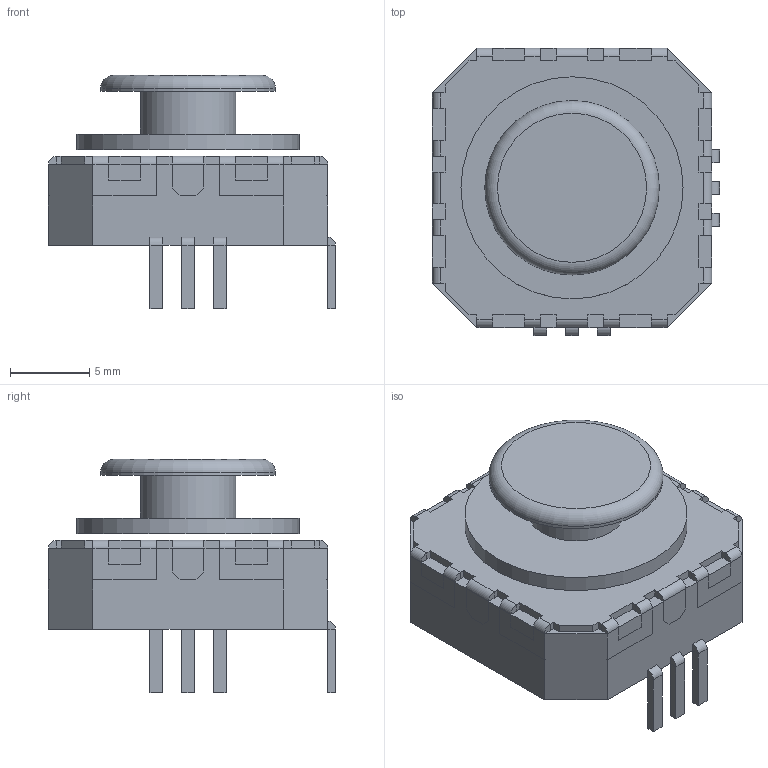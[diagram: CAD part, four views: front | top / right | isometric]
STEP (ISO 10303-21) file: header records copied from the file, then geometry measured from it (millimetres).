
FILE_DESCRIPTION(('FreeCAD Model'),'2;1');
FILE_NAME('Open CASCADE Shape Model','2024-05-31T23:13:40',(''),(''), 'Open CASCADE STEP processor 7.7','FreeCAD','Unknown');
FILE_SCHEMA(('AUTOMOTIVE_DESIGN { 1 0 10303 214 1 1 1 1 }'));
Length unit declared in the file: millimetre
Products named in the file (6): AnalogJoystick; MainBody; TopPlate; Pot1; Pin1; Nub
Assembly tree (8 placements, depth 3):
  AnalogJoystick
    MainBody
    TopPlate
    Pot1  x2
      Pin1
    Nub
Bounding box: 18.1 x 18.1 x 14.7 mm (x, y, z)
Volume: 1910.9 mm3; surface area: 2290.4 mm2
Topology: 9 solids, 9 shells, 388 faces, 956 edges, 573 vertices
Faces by surface type: plane 355, cylinder 32, torus 1
Full cylindrical faces by diameter (mm): 6 x1, 8 x1, 11 x1, 14 x1
Entity records: 21531 total; most frequent: CARTESIAN_POINT 3632, DIRECTION 3349, LINE 2503, VECTOR 2503, ORIENTED_EDGE 1742, PCURVE 1742, DEFINITIONAL_REPRESENTATION 1742, EDGE_CURVE 871
